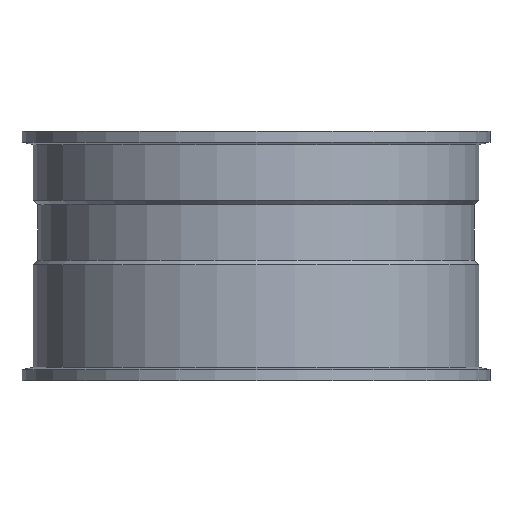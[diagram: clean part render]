
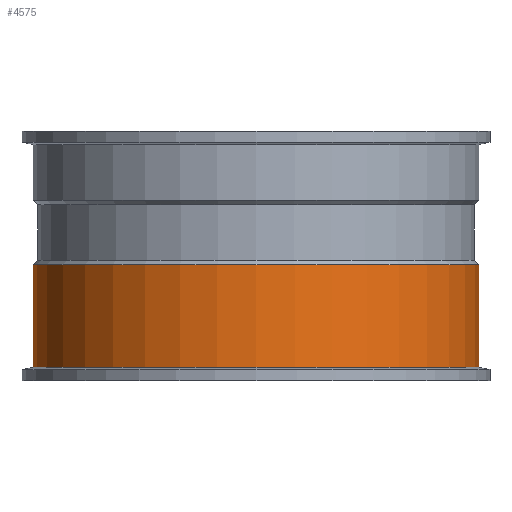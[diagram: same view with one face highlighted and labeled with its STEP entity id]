
A CAD part, front view. The second image highlights one B-rep face of the part: STEP entity #4575.
In plain terms, the highlighted cylindrical face has radius 241.3 mm (diameter 482.6 mm), a full revolution.
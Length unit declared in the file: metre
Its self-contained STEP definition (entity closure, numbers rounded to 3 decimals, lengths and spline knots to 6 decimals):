
#10 = CARTESIAN_POINT('NONE', (0.2413, 0., -0.016054));
#11 = VERTEX_POINT('NONE', #10);
#12 = CARTESIAN_POINT('NONE', (0.2413, 0., -0.127052));
#13 = VERTEX_POINT('NONE', #12);
#643 = DIRECTION('NONE', (1, 0, -0));
#644 = DIRECTION('NONE', (0, 0, 1));
#645 = CARTESIAN_POINT('NONE', (0, 0, -0.016054));
#646 = AXIS2_PLACEMENT_3D('NONE', #645, #644, #643);
#647 = CIRCLE('NONE', #646, 0.2413);
#652 = DIRECTION('NONE', (1, 0, -0));
#653 = DIRECTION('NONE', (0, 0, 1));
#654 = CARTESIAN_POINT('NONE', (0, 0, -0.127052));
#655 = AXIS2_PLACEMENT_3D('NONE', #654, #653, #652);
#656 = CIRCLE('NONE', #655, 0.2413);
#2685 = EDGE_CURVE('NONE', #11, #11, #647, .T.);
#2687 = EDGE_CURVE('NONE', #13, #13, #656, .T.);
#3198 = CARTESIAN_POINT('NONE', (0, 0, -0.016054));
#3199 = DIRECTION('NONE', (-0, 0, -1));
#3200 = DIRECTION('NONE', (1, 0, -0));
#3201 = AXIS2_PLACEMENT_3D('NONE', #3198, #3199, #3200);
#3202 = CYLINDRICAL_SURFACE('NONE', #3201, 0.2413);
#4569 = ORIENTED_EDGE('NONE', *, *, #2685, .F.);
#4570 = ORIENTED_EDGE('NONE', *, *, #2687, .T.);
#4571 = EDGE_LOOP('NONE', (#4569));
#4572 = FACE_BOUND('NONE', #4571, .T.);
#4573 = EDGE_LOOP('NONE', (#4570));
#4574 = FACE_BOUND('NONE', #4573, .T.);
#4575 = ADVANCED_FACE('NONE', (#4572, #4574), #3202, .T.);
